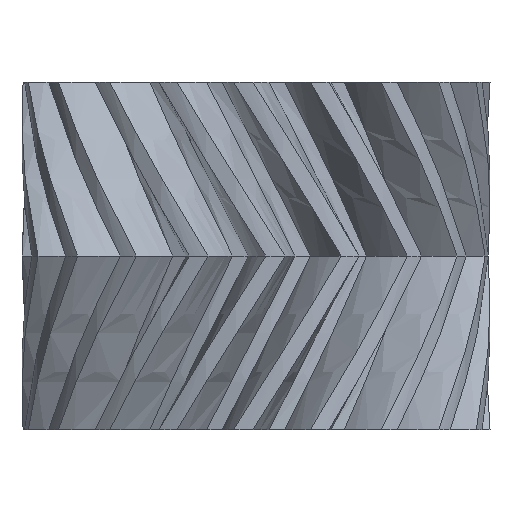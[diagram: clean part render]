
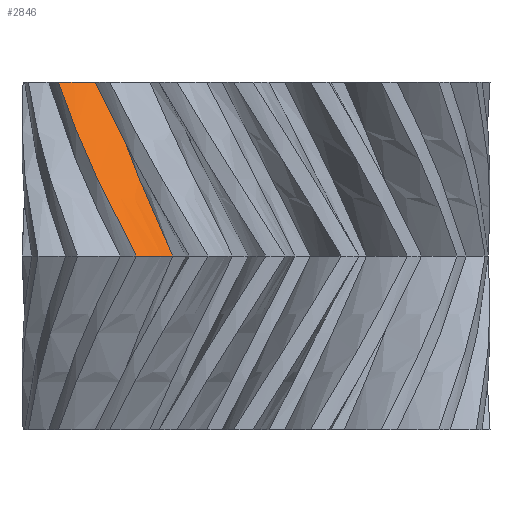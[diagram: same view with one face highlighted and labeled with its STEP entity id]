
A CAD part, left-side view. The second image highlights one B-rep face of the part: STEP entity #2846.
In plain terms, the highlighted free-form (B-spline) face has degree [3, 3] with [4, 4] control points.
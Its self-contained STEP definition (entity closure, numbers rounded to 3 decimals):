
#62=B_SPLINE_CURVE_WITH_KNOTS('',3,(#3731,#3732,#3733,#3734),
 .UNSPECIFIED.,.F.,.F.,(4,4),(0.,0.468),.UNSPECIFIED.);
#68=B_SPLINE_CURVE_WITH_KNOTS('',3,(#3791,#3792,#3793,#3794),
 .UNSPECIFIED.,.F.,.F.,(4,4),(0.,0.273),.UNSPECIFIED.);
#69=B_SPLINE_CURVE_WITH_KNOTS('',3,(#3796,#3797,#3798,#3799),
 .UNSPECIFIED.,.F.,.F.,(4,4),(0.,0.468),
 .UNSPECIFIED.);
#70=B_SPLINE_CURVE_WITH_KNOTS('',3,(#3800,#3801,#3802,#3803),
 .UNSPECIFIED.,.F.,.F.,(4,4),(0.,0.309),
 .UNSPECIFIED.);
#429=B_SPLINE_SURFACE_WITH_KNOTS('',3,3,((#3774,#3775,#3776,#3777),(#3778,
#3779,#3780,#3781),(#3782,#3783,#3784,#3785),(#3786,#3787,#3788,#3789)),
 .UNSPECIFIED.,.F.,.F.,.F.,(4,4),(4,4),(0.,0.309),
(0.,0.468),.UNSPECIFIED.);
#548=FACE_OUTER_BOUND('',#714,.T.);
#714=EDGE_LOOP('',(#1865,#1866,#1867,#1868));
#1029=VERTEX_POINT('',#3722);
#1031=VERTEX_POINT('',#3730);
#1035=VERTEX_POINT('',#3790);
#1036=VERTEX_POINT('',#3795);
#1363=EDGE_CURVE('',#1031,#1029,#62,.T.);
#1369=EDGE_CURVE('',#1035,#1029,#68,.T.);
#1370=EDGE_CURVE('',#1036,#1035,#69,.T.);
#1371=EDGE_CURVE('',#1031,#1036,#70,.T.);
#1865=ORIENTED_EDGE('',*,*,#1369,.F.);
#1866=ORIENTED_EDGE('',*,*,#1370,.F.);
#1867=ORIENTED_EDGE('',*,*,#1371,.F.);
#1868=ORIENTED_EDGE('',*,*,#1363,.T.);
#2846=ADVANCED_FACE('',(#548),#429,.F.);
#3722=CARTESIAN_POINT('',(-6.602,8.716,10.));
#3730=CARTESIAN_POINT('',(-9.824,4.802,0.));
#3731=CARTESIAN_POINT('Ctrl Pts',(-9.824,4.802,0.));
#3732=CARTESIAN_POINT('Ctrl Pts',(-9.075,6.334,3.333));
#3733=CARTESIAN_POINT('Ctrl Pts',(-7.962,7.687,6.667));
#3734=CARTESIAN_POINT('Ctrl Pts',(-6.602,8.716,10.));
#3774=CARTESIAN_POINT('Ctrl Pts',(-9.824,4.802,0.));
#3775=CARTESIAN_POINT('Ctrl Pts',(-9.075,6.334,3.333));
#3776=CARTESIAN_POINT('Ctrl Pts',(-7.962,7.687,6.667));
#3777=CARTESIAN_POINT('Ctrl Pts',(-6.602,8.716,10.));
#3778=CARTESIAN_POINT('Ctrl Pts',(-10.508,5.404,0.));
#3779=CARTESIAN_POINT('Ctrl Pts',(-9.665,7.042,3.333));
#3780=CARTESIAN_POINT('Ctrl Pts',(-8.433,8.479,6.667));
#3781=CARTESIAN_POINT('Ctrl Pts',(-6.942,9.562,10.));
#3782=CARTESIAN_POINT('Ctrl Pts',(-11.098,6.112,0.));
#3783=CARTESIAN_POINT('Ctrl Pts',(-10.145,7.842,3.333));
#3784=CARTESIAN_POINT('Ctrl Pts',(-8.781,9.345,6.667));
#3785=CARTESIAN_POINT('Ctrl Pts',(-7.15,10.46,10.));
#3786=CARTESIAN_POINT('Ctrl Pts',(-11.567,6.892,0.));
#3787=CARTESIAN_POINT('Ctrl Pts',(-10.492,8.696,3.333));
#3788=CARTESIAN_POINT('Ctrl Pts',(-8.989,10.243,6.667));
#3789=CARTESIAN_POINT('Ctrl Pts',(-7.216,11.368,10.));
#3790=CARTESIAN_POINT('',(-7.216,11.368,10.));
#3791=CARTESIAN_POINT('Ctrl Pts',(-7.216,11.368,10.));
#3792=CARTESIAN_POINT('Ctrl Pts',(-7.15,10.46,10.));
#3793=CARTESIAN_POINT('Ctrl Pts',(-6.942,9.562,10.));
#3794=CARTESIAN_POINT('Ctrl Pts',(-6.602,8.716,10.));
#3795=CARTESIAN_POINT('',(-11.567,6.892,0.));
#3796=CARTESIAN_POINT('Ctrl Pts',(-11.567,6.892,0.));
#3797=CARTESIAN_POINT('Ctrl Pts',(-10.492,8.696,3.333));
#3798=CARTESIAN_POINT('Ctrl Pts',(-8.989,10.243,6.667));
#3799=CARTESIAN_POINT('Ctrl Pts',(-7.216,11.368,10.));
#3800=CARTESIAN_POINT('Ctrl Pts',(-9.824,4.802,0.));
#3801=CARTESIAN_POINT('Ctrl Pts',(-10.508,5.404,0.));
#3802=CARTESIAN_POINT('Ctrl Pts',(-11.098,6.112,0.));
#3803=CARTESIAN_POINT('Ctrl Pts',(-11.567,6.892,0.));
